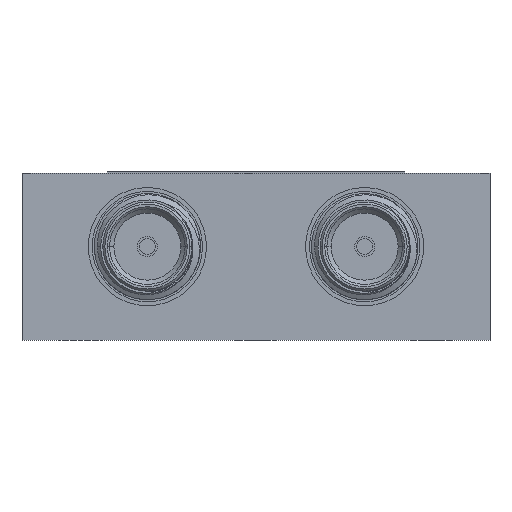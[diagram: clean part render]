
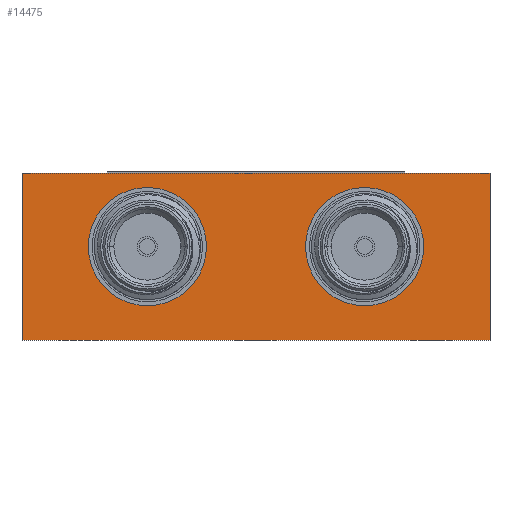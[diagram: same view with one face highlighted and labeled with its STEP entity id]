
A CAD part, front view. The second image highlights one B-rep face of the part: STEP entity #14475.
In plain terms, the highlighted planar face has unit normal (0, -1, 0).
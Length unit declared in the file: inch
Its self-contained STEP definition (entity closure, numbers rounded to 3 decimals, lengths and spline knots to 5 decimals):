
#316 = EDGE_CURVE ( 'NONE', #10306, #13547, #13854, .T. ) ;
#1166 = VERTEX_POINT ( 'NONE', #7008 ) ;
#1545 = CARTESIAN_POINT ( 'NONE',  ( -0.55118, -0.55118, 0.19685 ) ) ;
#1734 = CARTESIAN_POINT ( 'NONE',  ( -0.55118, -0.55118, -0.19685 ) ) ;
#2064 = EDGE_CURVE ( 'NONE', #12337, #1166, #6417, .T. ) ;
#2339 = DIRECTION ( 'NONE',  ( 0., 0., -1. ) ) ;
#2471 = CIRCLE ( 'NONE', #19003, 0.13924 ) ;
#3138 = VERTEX_POINT ( 'NONE', #5419 ) ;
#3235 = DIRECTION ( 'NONE',  ( 1., 0., 0. ) ) ;
#3244 = EDGE_LOOP ( 'NONE', ( #16377, #18587, #20488, #16011 ) ) ;
#4009 = FACE_BOUND ( 'NONE', #18702, .T. ) ;
#4437 = CARTESIAN_POINT ( 'NONE',  ( -0.55118, -0.55118, 0.19685 ) ) ;
#5052 = VECTOR ( 'NONE', #2339, 39.37008 ) ;
#5419 = CARTESIAN_POINT ( 'NONE',  ( 0.11666, -0.55118, 0.02362 ) ) ;
#5522 = DIRECTION ( 'NONE',  ( 0., -1., 0. ) ) ;
#5576 = DIRECTION ( 'NONE',  ( 0., -1., 0. ) ) ;
#5975 = FACE_OUTER_BOUND ( 'NONE', #3244, .T. ) ;
#6417 = CIRCLE ( 'NONE', #13448, 0.13924 ) ;
#6719 = ORIENTED_EDGE ( 'NONE', *, *, #2064, .F. ) ;
#7008 = CARTESIAN_POINT ( 'NONE',  ( -0.39515, -0.55118, 0.02362 ) ) ;
#7361 = ORIENTED_EDGE ( 'NONE', *, *, #8431, .F. ) ;
#7522 = VERTEX_POINT ( 'NONE', #7993 ) ;
#7901 = VERTEX_POINT ( 'NONE', #11502 ) ;
#7993 = CARTESIAN_POINT ( 'NONE',  ( 0.55118, -0.55118, 0.19685 ) ) ;
#8038 = CARTESIAN_POINT ( 'NONE',  ( 0.25591, -0.55118, 0.02362 ) ) ;
#8195 = DIRECTION ( 'NONE',  ( 0., -1., 0. ) ) ;
#8204 = EDGE_LOOP ( 'NONE', ( #6719, #19647 ) ) ;
#8431 = EDGE_CURVE ( 'NONE', #10229, #3138, #10001, .T. ) ;
#8888 = CARTESIAN_POINT ( 'NONE',  ( -0.55118, -0.55118, -0.19685 ) ) ;
#9073 = FACE_BOUND ( 'NONE', #8204, .T. ) ;
#9282 = EDGE_CURVE ( 'NONE', #1166, #12337, #2471, .T. ) ;
#9646 = AXIS2_PLACEMENT_3D ( 'NONE', #17004, #8195, #3235 ) ;
#9930 = AXIS2_PLACEMENT_3D ( 'NONE', #4437, #10849, #15794 ) ;
#10001 = CIRCLE ( 'NONE', #9646, 0.13924 ) ;
#10229 = VERTEX_POINT ( 'NONE', #16178 ) ;
#10306 = VERTEX_POINT ( 'NONE', #1734 ) ;
#10611 = CARTESIAN_POINT ( 'NONE',  ( -0.55118, -0.55118, 0.19685 ) ) ;
#10849 = DIRECTION ( 'NONE',  ( 0., 1., 0. ) ) ;
#11064 = PLANE ( 'NONE',  #9930 ) ;
#11350 = VECTOR ( 'NONE', #19283, 39.37008 ) ;
#11502 = CARTESIAN_POINT ( 'NONE',  ( -0.55118, -0.55118, 0.19685 ) ) ;
#12243 = DIRECTION ( 'NONE',  ( 1., 0., 0. ) ) ;
#12297 = DIRECTION ( 'NONE',  ( 1., 0., 0. ) ) ;
#12337 = VERTEX_POINT ( 'NONE', #18105 ) ;
#13223 = DIRECTION ( 'NONE',  ( 1., 0., 0. ) ) ;
#13448 = AXIS2_PLACEMENT_3D ( 'NONE', #20612, #5522, #12243 ) ;
#13547 = VERTEX_POINT ( 'NONE', #19527 ) ;
#13854 = LINE ( 'NONE', #8888, #20567 ) ;
#14340 = LINE ( 'NONE', #10611, #5052 ) ;
#14462 = ORIENTED_EDGE ( 'NONE', *, *, #21383, .F. ) ;
#14475 = ADVANCED_FACE ( 'NONE', ( #9073, #4009, #5975 ), #11064, .F. ) ;
#14680 = EDGE_CURVE ( 'NONE', #7522, #13547, #20829, .T. ) ;
#14990 = DIRECTION ( 'NONE',  ( 1., 0., 0. ) ) ;
#15241 = AXIS2_PLACEMENT_3D ( 'NONE', #8038, #21601, #13223 ) ;
#15619 = DIRECTION ( 'NONE',  ( 1., 0., 0. ) ) ;
#15794 = DIRECTION ( 'NONE',  ( 0., 0., 1. ) ) ;
#16011 = ORIENTED_EDGE ( 'NONE', *, *, #21283, .T. ) ;
#16178 = CARTESIAN_POINT ( 'NONE',  ( 0.39515, -0.55118, 0.02362 ) ) ;
#16313 = LINE ( 'NONE', #1545, #18733 ) ;
#16377 = ORIENTED_EDGE ( 'NONE', *, *, #316, .T. ) ;
#16415 = EDGE_CURVE ( 'NONE', #7901, #7522, #16313, .T. ) ;
#16997 = CIRCLE ( 'NONE', #15241, 0.13924 ) ;
#17004 = CARTESIAN_POINT ( 'NONE',  ( 0.25591, -0.55118, 0.02362 ) ) ;
#18105 = CARTESIAN_POINT ( 'NONE',  ( -0.11666, -0.55118, 0.02362 ) ) ;
#18587 = ORIENTED_EDGE ( 'NONE', *, *, #14680, .F. ) ;
#18702 = EDGE_LOOP ( 'NONE', ( #7361, #14462 ) ) ;
#18733 = VECTOR ( 'NONE', #14990, 39.37008 ) ;
#19003 = AXIS2_PLACEMENT_3D ( 'NONE', #20667, #5576, #12297 ) ;
#19283 = DIRECTION ( 'NONE',  ( 0., 0., -1. ) ) ;
#19527 = CARTESIAN_POINT ( 'NONE',  ( 0.55118, -0.55118, -0.19685 ) ) ;
#19647 = ORIENTED_EDGE ( 'NONE', *, *, #9282, .F. ) ;
#20488 = ORIENTED_EDGE ( 'NONE', *, *, #16415, .F. ) ;
#20567 = VECTOR ( 'NONE', #15619, 39.37008 ) ;
#20612 = CARTESIAN_POINT ( 'NONE',  ( -0.25591, -0.55118, 0.02362 ) ) ;
#20667 = CARTESIAN_POINT ( 'NONE',  ( -0.25591, -0.55118, 0.02362 ) ) ;
#20722 = CARTESIAN_POINT ( 'NONE',  ( 0.55118, -0.55118, 0.19685 ) ) ;
#20829 = LINE ( 'NONE', #20722, #11350 ) ;
#21283 = EDGE_CURVE ( 'NONE', #7901, #10306, #14340, .T. ) ;
#21383 = EDGE_CURVE ( 'NONE', #3138, #10229, #16997, .T. ) ;
#21601 = DIRECTION ( 'NONE',  ( 0., -1., 0. ) ) ;
